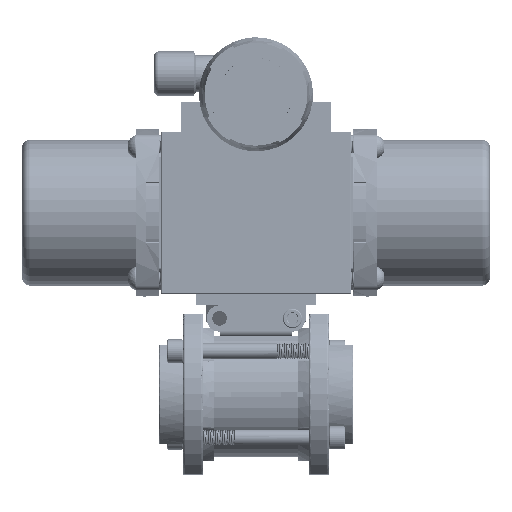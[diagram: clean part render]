
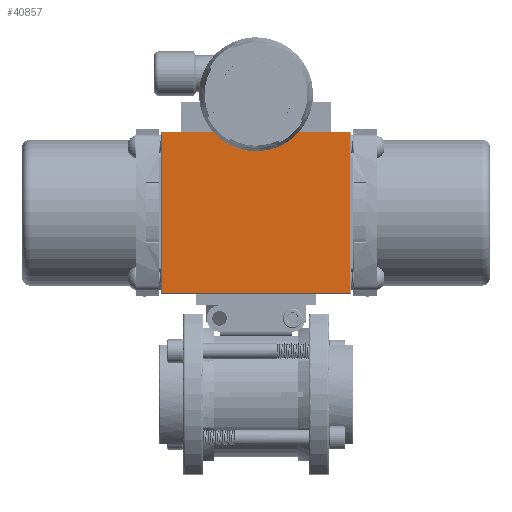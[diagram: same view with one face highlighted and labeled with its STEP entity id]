
A CAD part, top view. The second image highlights one B-rep face of the part: STEP entity #40857.
In plain terms, the highlighted planar face has unit normal (0, 0, 1).
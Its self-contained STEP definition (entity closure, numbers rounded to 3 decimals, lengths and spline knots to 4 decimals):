
#3903 = CARTESIAN_POINT ( 'NONE',  ( 2.253, 6.303, 1.55 ) ) ;
#8425 = DIRECTION ( 'NONE',  ( 0., -1., 0. ) ) ;
#21799 = EDGE_CURVE ( 'NONE', #156336, #157971, #98794, .T. ) ;
#22292 = CARTESIAN_POINT ( 'NONE',  ( 2.253, 2.423, 1.55 ) ) ;
#25292 = CARTESIAN_POINT ( 'NONE',  ( -2.273, 2.423, 1.55 ) ) ;
#34825 = DIRECTION ( 'NONE',  ( 0., 0., -1. ) ) ;
#35887 = EDGE_CURVE ( 'NONE', #157971, #176708, #108369, .T. ) ;
#40857 = ADVANCED_FACE ( 'NONE', ( #178242 ), #127206, .F. ) ;
#54892 = VECTOR ( 'NONE', #111763, 39.3701 ) ;
#56799 = ORIENTED_EDGE ( 'NONE', *, *, #21799, .T. ) ;
#57742 = VECTOR ( 'NONE', #8425, 39.3701 ) ;
#64119 = AXIS2_PLACEMENT_3D ( 'NONE', #65247, #34825, #142750 ) ;
#65247 = CARTESIAN_POINT ( 'NONE',  ( -2.273, 6.303, 1.55 ) ) ;
#85356 = CARTESIAN_POINT ( 'NONE',  ( -2.253, 2.423, 1.55 ) ) ;
#92568 = EDGE_LOOP ( 'NONE', ( #170450, #56799, #144604, #115878 ) ) ;
#98794 = LINE ( 'NONE', #177805, #135037 ) ;
#100717 = LINE ( 'NONE', #3903, #54892 ) ;
#100736 = CARTESIAN_POINT ( 'NONE',  ( -2.253, 2.403, 1.55 ) ) ;
#102843 = DIRECTION ( 'NONE',  ( 1., 0., 0. ) ) ;
#104093 = CARTESIAN_POINT ( 'NONE',  ( -2.253, 6.283, 1.55 ) ) ;
#108369 = LINE ( 'NONE', #100736, #57742 ) ;
#111595 = LINE ( 'NONE', #25292, #147818 ) ;
#111763 = DIRECTION ( 'NONE',  ( 0., 1., 0. ) ) ;
#115878 = ORIENTED_EDGE ( 'NONE', *, *, #130502, .T. ) ;
#127206 = PLANE ( 'NONE',  #64119 ) ;
#130502 = EDGE_CURVE ( 'NONE', #176708, #137294, #111595, .T. ) ;
#135037 = VECTOR ( 'NONE', #146781, 39.3701 ) ;
#137294 = VERTEX_POINT ( 'NONE', #22292 ) ;
#142750 = DIRECTION ( 'NONE',  ( 0., -1., 0. ) ) ;
#144604 = ORIENTED_EDGE ( 'NONE', *, *, #35887, .T. ) ;
#146781 = DIRECTION ( 'NONE',  ( -1., 0., 0. ) ) ;
#147818 = VECTOR ( 'NONE', #102843, 39.3701 ) ;
#156336 = VERTEX_POINT ( 'NONE', #156739 ) ;
#156739 = CARTESIAN_POINT ( 'NONE',  ( 2.253, 6.283, 1.55 ) ) ;
#157971 = VERTEX_POINT ( 'NONE', #104093 ) ;
#170393 = EDGE_CURVE ( 'NONE', #137294, #156336, #100717, .T. ) ;
#170450 = ORIENTED_EDGE ( 'NONE', *, *, #170393, .T. ) ;
#176708 = VERTEX_POINT ( 'NONE', #85356 ) ;
#177805 = CARTESIAN_POINT ( 'NONE',  ( -2.273, 6.283, 1.55 ) ) ;
#178242 = FACE_OUTER_BOUND ( 'NONE', #92568, .T. ) ;
